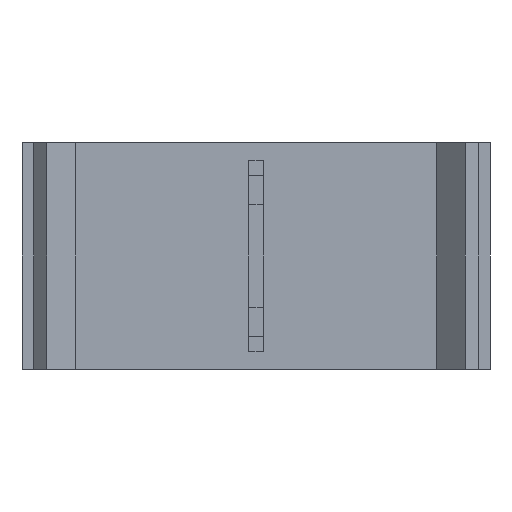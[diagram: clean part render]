
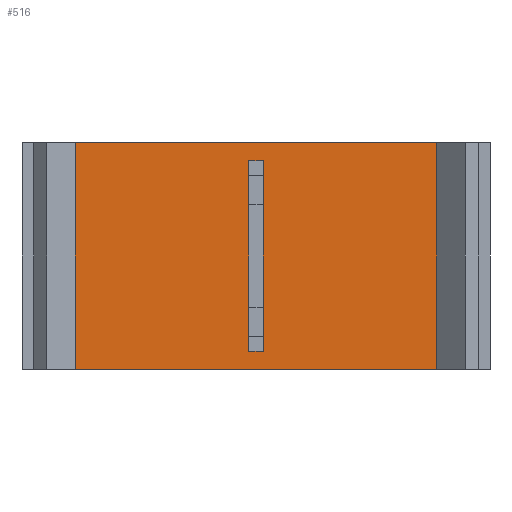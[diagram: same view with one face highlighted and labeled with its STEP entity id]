
A CAD part, front view. The second image highlights one B-rep face of the part: STEP entity #516.
In plain terms, the highlighted planar face has unit normal (0, -1, 0).
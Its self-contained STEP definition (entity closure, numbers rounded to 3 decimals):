
#34=FACE_OUTER_BOUND('',#62,.T.);
#62=EDGE_LOOP('',(#379,#380,#381,#382));
#82=LINE('',#711,#150);
#107=LINE('',#770,#175);
#109=LINE('',#773,#177);
#110=LINE('',#774,#178);
#150=VECTOR('',#575,15.5);
#175=VECTOR('',#628,15.5);
#177=VECTOR('',#632,24.735);
#178=VECTOR('',#633,24.735);
#215=VERTEX_POINT('',#704);
#218=VERTEX_POINT('',#709);
#237=VERTEX_POINT('',#767);
#238=VERTEX_POINT('',#769);
#266=EDGE_CURVE('',#218,#215,#82,.T.);
#295=EDGE_CURVE('',#238,#237,#107,.T.);
#297=EDGE_CURVE('',#237,#215,#109,.T.);
#298=EDGE_CURVE('',#218,#238,#110,.T.);
#379=ORIENTED_EDGE('',*,*,#297,.T.);
#380=ORIENTED_EDGE('',*,*,#266,.F.);
#381=ORIENTED_EDGE('',*,*,#298,.T.);
#382=ORIENTED_EDGE('',*,*,#295,.T.);
#488=PLANE('',#551);
#516=ADVANCED_FACE('',(#34),#488,.T.);
#551=AXIS2_PLACEMENT_3D('',#772,#630,#631);
#575=DIRECTION('',(0.,0.,1.));
#628=DIRECTION('',(0.,0.,1.));
#630=DIRECTION('center_axis',(0.,-1.,0.));
#631=DIRECTION('ref_axis',(0.,0.,-1.));
#632=DIRECTION('',(-1.,0.,0.));
#633=DIRECTION('',(1.,0.,0.));
#704=CARTESIAN_POINT('',(-12.368,-0.439,7.75));
#709=CARTESIAN_POINT('',(-12.368,-0.439,-7.75));
#711=CARTESIAN_POINT('',(-12.368,-0.439,-7.75));
#767=CARTESIAN_POINT('',(12.368,-0.439,7.75));
#769=CARTESIAN_POINT('',(12.368,-0.439,-7.75));
#770=CARTESIAN_POINT('',(12.368,-0.439,-7.75));
#772=CARTESIAN_POINT('Origin',(12.368,-0.439,-7.75));
#773=CARTESIAN_POINT('',(0.,-0.439,7.75));
#774=CARTESIAN_POINT('',(0.,-0.439,-7.75));
